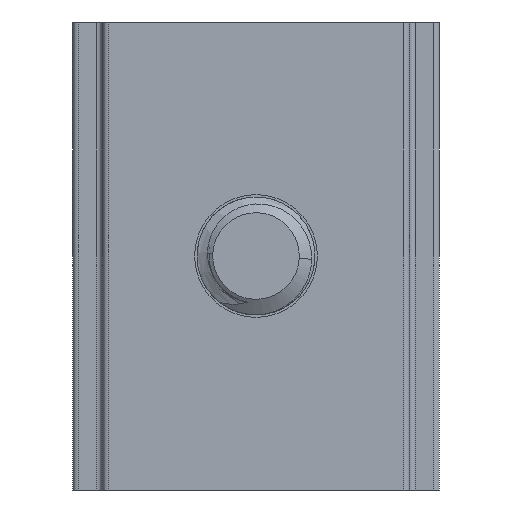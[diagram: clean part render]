
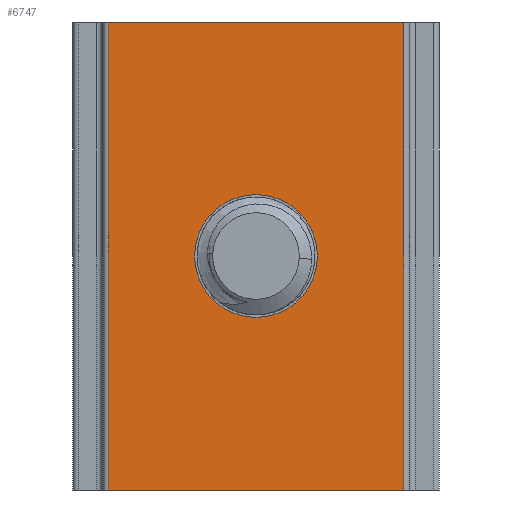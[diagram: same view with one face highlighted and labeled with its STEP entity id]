
A CAD part, front view. The second image highlights one B-rep face of the part: STEP entity #6747.
In plain terms, the highlighted planar face has unit normal (0, -1, 0).
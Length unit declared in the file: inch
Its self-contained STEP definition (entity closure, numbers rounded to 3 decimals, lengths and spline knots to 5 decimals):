
#75 = ORIENTED_EDGE ( 'NONE', *, *, #1760, .F. ) ;
#120 = CARTESIAN_POINT ( 'NONE',  ( -0.395, 0., -0.625 ) ) ;
#261 = DIRECTION ( 'NONE',  ( 0., 0., 1. ) ) ;
#370 = CARTESIAN_POINT ( 'NONE',  ( 0., 0., 0.16406 ) ) ;
#452 = DIRECTION ( 'NONE',  ( 0., 0., -1. ) ) ;
#748 = DIRECTION ( 'NONE',  ( 1., 0., 0. ) ) ;
#779 = CARTESIAN_POINT ( 'NONE',  ( -0.395, 0., 0.625 ) ) ;
#780 = ORIENTED_EDGE ( 'NONE', *, *, #2639, .F. ) ;
#1168 = ORIENTED_EDGE ( 'NONE', *, *, #4682, .F. ) ;
#1184 = AXIS2_PLACEMENT_3D ( 'NONE', #3042, #5074, #6991 ) ;
#1608 = CARTESIAN_POINT ( 'NONE',  ( 0., 0., -0.16406 ) ) ;
#1669 = VERTEX_POINT ( 'NONE', #779 ) ;
#1700 = CARTESIAN_POINT ( 'NONE',  ( -0.395, 0., 0.625 ) ) ;
#1760 = EDGE_CURVE ( 'NONE', #4325, #2926, #3299, .T. ) ;
#1912 = EDGE_LOOP ( 'NONE', ( #2570, #75 ) ) ;
#2032 = DIRECTION ( 'NONE',  ( 0., -1., 0. ) ) ;
#2570 = ORIENTED_EDGE ( 'NONE', *, *, #2588, .F. ) ;
#2577 = DIRECTION ( 'NONE',  ( 0., 0., -1. ) ) ;
#2588 = EDGE_CURVE ( 'NONE', #2926, #4325, #6444, .T. ) ;
#2592 = VECTOR ( 'NONE', #748, 39.37008 ) ;
#2639 = EDGE_CURVE ( 'NONE', #3049, #1669, #7794, .T. ) ;
#2926 = VERTEX_POINT ( 'NONE', #1608 ) ;
#3042 = CARTESIAN_POINT ( 'NONE',  ( 0., 0., 0. ) ) ;
#3049 = VERTEX_POINT ( 'NONE', #3583 ) ;
#3299 = CIRCLE ( 'NONE', #3743, 0.16406 ) ;
#3505 = DIRECTION ( 'NONE',  ( -1., 0., 0. ) ) ;
#3583 = CARTESIAN_POINT ( 'NONE',  ( -0.395, 0., -0.625 ) ) ;
#3675 = ORIENTED_EDGE ( 'NONE', *, *, #4422, .F. ) ;
#3743 = AXIS2_PLACEMENT_3D ( 'NONE', #8684, #2032, #2577 ) ;
#4055 = FACE_OUTER_BOUND ( 'NONE', #4165, .T. ) ;
#4086 = LINE ( 'NONE', #8238, #2592 ) ;
#4165 = EDGE_LOOP ( 'NONE', ( #3675, #1168, #780, #7058 ) ) ;
#4187 = DIRECTION ( 'NONE',  ( -1., 0., 0. ) ) ;
#4325 = VERTEX_POINT ( 'NONE', #370 ) ;
#4422 = EDGE_CURVE ( 'NONE', #6654, #7040, #6530, .T. ) ;
#4682 = EDGE_CURVE ( 'NONE', #1669, #6654, #4086, .T. ) ;
#5074 = DIRECTION ( 'NONE',  ( 0., -1., 0. ) ) ;
#5436 = EDGE_CURVE ( 'NONE', #7040, #3049, #7549, .T. ) ;
#5969 = AXIS2_PLACEMENT_3D ( 'NONE', #6038, #6751, #3505 ) ;
#6038 = CARTESIAN_POINT ( 'NONE',  ( -0.395, 0., 0.625 ) ) ;
#6169 = PLANE ( 'NONE',  #5969 ) ;
#6444 = CIRCLE ( 'NONE', #1184, 0.16406 ) ;
#6490 = CARTESIAN_POINT ( 'NONE',  ( 0.395, 0., 0.625 ) ) ;
#6530 = LINE ( 'NONE', #6490, #8513 ) ;
#6654 = VERTEX_POINT ( 'NONE', #7419 ) ;
#6747 = ADVANCED_FACE ( 'NONE', ( #4055, #6878 ), #6169, .F. ) ;
#6751 = DIRECTION ( 'NONE',  ( 0., 1., 0. ) ) ;
#6878 = FACE_BOUND ( 'NONE', #1912, .T. ) ;
#6991 = DIRECTION ( 'NONE',  ( 0., 0., -1. ) ) ;
#7040 = VERTEX_POINT ( 'NONE', #8644 ) ;
#7058 = ORIENTED_EDGE ( 'NONE', *, *, #5436, .F. ) ;
#7402 = VECTOR ( 'NONE', #4187, 39.37008 ) ;
#7419 = CARTESIAN_POINT ( 'NONE',  ( 0.395, 0., 0.625 ) ) ;
#7549 = LINE ( 'NONE', #120, #7402 ) ;
#7794 = LINE ( 'NONE', #1700, #8258 ) ;
#8238 = CARTESIAN_POINT ( 'NONE',  ( -0.395, 0., 0.625 ) ) ;
#8258 = VECTOR ( 'NONE', #261, 39.37008 ) ;
#8513 = VECTOR ( 'NONE', #452, 39.37008 ) ;
#8644 = CARTESIAN_POINT ( 'NONE',  ( 0.395, 0., -0.625 ) ) ;
#8684 = CARTESIAN_POINT ( 'NONE',  ( 0., 0., 0. ) ) ;
